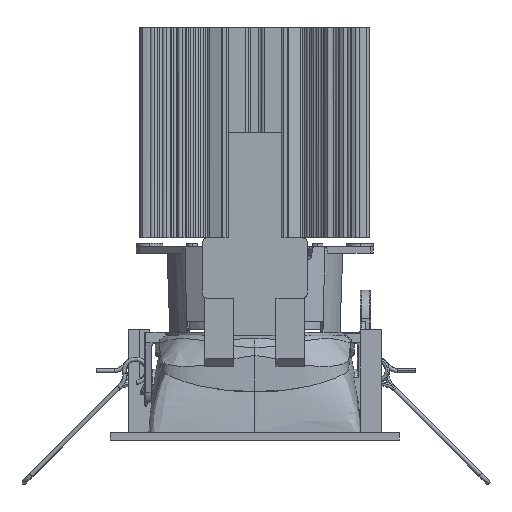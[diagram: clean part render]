
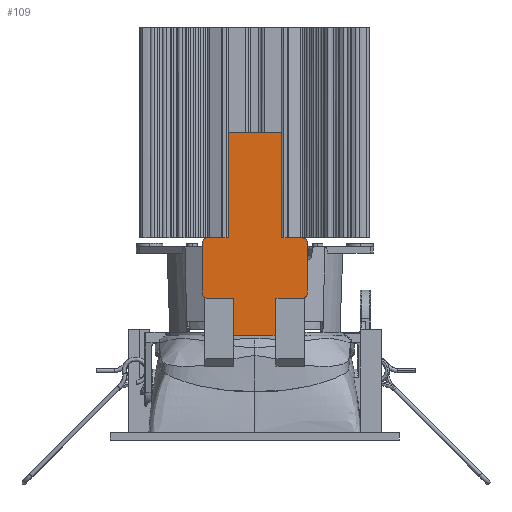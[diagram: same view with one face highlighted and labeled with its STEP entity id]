
A CAD part, left-side view. The second image highlights one B-rep face of the part: STEP entity #109.
In plain terms, the highlighted planar face has unit normal (-1, 0, 0).
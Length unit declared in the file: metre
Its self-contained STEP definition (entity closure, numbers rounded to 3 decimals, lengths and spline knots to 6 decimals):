
#109=ADVANCED_FACE('',(#1302),#20259,.T.);
#1302=FACE_OUTER_BOUND('',#2495,.T.);
#2495=EDGE_LOOP('',(#3847,#3848,#3849,#3850,#3851,#3852,#3853,#3854,#3855,
#3856,#3857,#3858,#3859,#3860,#3861,#3862,#3863,#3864,#3865,#3866));
#3847=ORIENTED_EDGE('',*,*,#10576,.F.);
#3848=ORIENTED_EDGE('',*,*,#10541,.F.);
#3849=ORIENTED_EDGE('',*,*,#10578,.F.);
#3850=ORIENTED_EDGE('',*,*,#10550,.F.);
#3851=ORIENTED_EDGE('',*,*,#10551,.F.);
#3852=ORIENTED_EDGE('',*,*,#10564,.F.);
#3853=ORIENTED_EDGE('',*,*,#10552,.F.);
#3854=ORIENTED_EDGE('',*,*,#10566,.F.);
#3855=ORIENTED_EDGE('',*,*,#10553,.F.);
#3856=ORIENTED_EDGE('',*,*,#10554,.F.);
#3857=ORIENTED_EDGE('',*,*,#10568,.F.);
#3858=ORIENTED_EDGE('',*,*,#10519,.F.);
#3859=ORIENTED_EDGE('',*,*,#10574,.F.);
#3860=ORIENTED_EDGE('',*,*,#10523,.F.);
#3861=ORIENTED_EDGE('',*,*,#10529,.F.);
#3862=ORIENTED_EDGE('',*,*,#10572,.F.);
#3863=ORIENTED_EDGE('',*,*,#10532,.F.);
#3864=ORIENTED_EDGE('',*,*,#10570,.F.);
#3865=ORIENTED_EDGE('',*,*,#10534,.F.);
#3866=ORIENTED_EDGE('',*,*,#10540,.F.);
#10519=EDGE_CURVE('',#17287,#17288,#15514,.T.);
#10523=EDGE_CURVE('',#17291,#17292,#15518,.T.);
#10529=EDGE_CURVE('',#17296,#17291,#15524,.T.);
#10532=EDGE_CURVE('',#17299,#17300,#15527,.T.);
#10534=EDGE_CURVE('',#17301,#17302,#15529,.T.);
#10540=EDGE_CURVE('',#17306,#17301,#15535,.T.);
#10541=EDGE_CURVE('',#17307,#17308,#15536,.T.);
#10550=EDGE_CURVE('',#17320,#17319,#15545,.T.);
#10551=EDGE_CURVE('',#17321,#17320,#15546,.T.);
#10552=EDGE_CURVE('',#17323,#17322,#15547,.T.);
#10553=EDGE_CURVE('',#17325,#17324,#15548,.T.);
#10554=EDGE_CURVE('',#17326,#17325,#15549,.T.);
#10564=EDGE_CURVE('',#17322,#17321,#13870,.T.);
#10566=EDGE_CURVE('',#17324,#17323,#13872,.T.);
#10568=EDGE_CURVE('',#17288,#17326,#13874,.T.);
#10570=EDGE_CURVE('',#17302,#17299,#13876,.T.);
#10572=EDGE_CURVE('',#17300,#17296,#13878,.T.);
#10574=EDGE_CURVE('',#17292,#17287,#13880,.T.);
#10576=EDGE_CURVE('',#17308,#17306,#13882,.T.);
#10578=EDGE_CURVE('',#17319,#17307,#13884,.T.);
#13870=(
BOUNDED_CURVE()
B_SPLINE_CURVE(2,(#22154,#22155,#22156),.UNSPECIFIED.,.F.,.F.)
B_SPLINE_CURVE_WITH_KNOTS((3,3),(0.,0.001571),.UNSPECIFIED.)
CURVE()
GEOMETRIC_REPRESENTATION_ITEM()
RATIONAL_B_SPLINE_CURVE((1.,0.707,1.))
REPRESENTATION_ITEM('')
);
#13872=(
BOUNDED_CURVE()
B_SPLINE_CURVE(2,(#22160,#22161,#22162),.UNSPECIFIED.,.F.,.F.)
B_SPLINE_CURVE_WITH_KNOTS((3,3),(0.,0.001571),.UNSPECIFIED.)
CURVE()
GEOMETRIC_REPRESENTATION_ITEM()
RATIONAL_B_SPLINE_CURVE((1.,0.707,1.))
REPRESENTATION_ITEM('')
);
#13874=(
BOUNDED_CURVE()
B_SPLINE_CURVE(2,(#22166,#22167,#22168),.UNSPECIFIED.,.F.,.F.)
B_SPLINE_CURVE_WITH_KNOTS((3,3),(0.,0.001571),.UNSPECIFIED.)
CURVE()
GEOMETRIC_REPRESENTATION_ITEM()
RATIONAL_B_SPLINE_CURVE((1.,0.707,1.))
REPRESENTATION_ITEM('')
);
#13876=(
BOUNDED_CURVE()
B_SPLINE_CURVE(2,(#22172,#22173,#22174),.UNSPECIFIED.,.F.,.F.)
B_SPLINE_CURVE_WITH_KNOTS((3,3),(0.,0.001571),.UNSPECIFIED.)
CURVE()
GEOMETRIC_REPRESENTATION_ITEM()
RATIONAL_B_SPLINE_CURVE((1.,0.707,1.))
REPRESENTATION_ITEM('')
);
#13878=(
BOUNDED_CURVE()
B_SPLINE_CURVE(2,(#22178,#22179,#22180),.UNSPECIFIED.,.F.,.F.)
B_SPLINE_CURVE_WITH_KNOTS((3,3),(0.,0.001571),.UNSPECIFIED.)
CURVE()
GEOMETRIC_REPRESENTATION_ITEM()
RATIONAL_B_SPLINE_CURVE((1.,0.707,1.))
REPRESENTATION_ITEM('')
);
#13880=(
BOUNDED_CURVE()
B_SPLINE_CURVE(2,(#22184,#22185,#22186),.UNSPECIFIED.,.F.,.F.)
B_SPLINE_CURVE_WITH_KNOTS((3,3),(0.,0.001571),.UNSPECIFIED.)
CURVE()
GEOMETRIC_REPRESENTATION_ITEM()
RATIONAL_B_SPLINE_CURVE((1.,0.707,1.))
REPRESENTATION_ITEM('')
);
#13882=(
BOUNDED_CURVE()
B_SPLINE_CURVE(2,(#22190,#22191,#22192),.UNSPECIFIED.,.F.,.F.)
B_SPLINE_CURVE_WITH_KNOTS((3,3),(0.,0.003142),.UNSPECIFIED.)
CURVE()
GEOMETRIC_REPRESENTATION_ITEM()
RATIONAL_B_SPLINE_CURVE((1.,0.707,1.))
REPRESENTATION_ITEM('')
);
#13884=(
BOUNDED_CURVE()
B_SPLINE_CURVE(2,(#22196,#22197,#22198),.UNSPECIFIED.,.F.,.F.)
B_SPLINE_CURVE_WITH_KNOTS((3,3),(0.,0.003142),.UNSPECIFIED.)
CURVE()
GEOMETRIC_REPRESENTATION_ITEM()
RATIONAL_B_SPLINE_CURVE((1.,0.707,1.))
REPRESENTATION_ITEM('')
);
#15514=B_SPLINE_CURVE_WITH_KNOTS('',1,(#22063,#22064),.UNSPECIFIED.,.F.,
 .F.,(2,2),(-0.013,0.),.UNSPECIFIED.);
#15518=B_SPLINE_CURVE_WITH_KNOTS('',1,(#22071,#22072),.UNSPECIFIED.,.F.,
 .F.,(2,2),(-0.006,0.),.UNSPECIFIED.);
#15524=B_SPLINE_CURVE_WITH_KNOTS('',1,(#22083,#22084),.UNSPECIFIED.,.F.,
 .F.,(2,2),(-0.0015,0.),.UNSPECIFIED.);
#15527=B_SPLINE_CURVE_WITH_KNOTS('',1,(#22089,#22090),.UNSPECIFIED.,.F.,
 .F.,(2,2),(-0.0095,0.),.UNSPECIFIED.);
#15529=B_SPLINE_CURVE_WITH_KNOTS('',1,(#22093,#22094),.UNSPECIFIED.,.F.,
 .F.,(2,2),(-0.00175,0.),.UNSPECIFIED.);
#15535=B_SPLINE_CURVE_WITH_KNOTS('',1,(#22105,#22106),.UNSPECIFIED.,.F.,
 .F.,(2,2),(-0.018,0.),.UNSPECIFIED.);
#15536=B_SPLINE_CURVE_WITH_KNOTS('',1,(#22107,#22108),.UNSPECIFIED.,.F.,
 .F.,(2,2),(-0.0105,0.),.UNSPECIFIED.);
#15545=B_SPLINE_CURVE_WITH_KNOTS('',1,(#22125,#22126),.UNSPECIFIED.,.F.,
 .F.,(2,2),(0.,0.018),.UNSPECIFIED.);
#15546=B_SPLINE_CURVE_WITH_KNOTS('',1,(#22127,#22128),.UNSPECIFIED.,.F.,
 .F.,(2,2),(0.,0.00175),.UNSPECIFIED.);
#15547=B_SPLINE_CURVE_WITH_KNOTS('',1,(#22129,#22130),.UNSPECIFIED.,.F.,
 .F.,(2,2),(0.,0.0095),.UNSPECIFIED.);
#15548=B_SPLINE_CURVE_WITH_KNOTS('',1,(#22131,#22132),.UNSPECIFIED.,.F.,
 .F.,(2,2),(0.,0.0015),.UNSPECIFIED.);
#15549=B_SPLINE_CURVE_WITH_KNOTS('',1,(#22133,#22134),.UNSPECIFIED.,.F.,
 .F.,(2,2),(0.,0.006),.UNSPECIFIED.);
#17287=VERTEX_POINT('',#22023);
#17288=VERTEX_POINT('',#22024);
#17291=VERTEX_POINT('',#22027);
#17292=VERTEX_POINT('',#22028);
#17296=VERTEX_POINT('',#22032);
#17299=VERTEX_POINT('',#22035);
#17300=VERTEX_POINT('',#22036);
#17301=VERTEX_POINT('',#22037);
#17302=VERTEX_POINT('',#22038);
#17306=VERTEX_POINT('',#22042);
#17307=VERTEX_POINT('',#22043);
#17308=VERTEX_POINT('',#22044);
#17319=VERTEX_POINT('',#22055);
#17320=VERTEX_POINT('',#22056);
#17321=VERTEX_POINT('',#22057);
#17322=VERTEX_POINT('',#22058);
#17323=VERTEX_POINT('',#22059);
#17324=VERTEX_POINT('',#22060);
#17325=VERTEX_POINT('',#22061);
#17326=VERTEX_POINT('',#22062);
#20259=PLANE('',#20746);
#20746=AXIS2_PLACEMENT_3D('',#21873,#21149,$);
#21149=DIRECTION('',(-1.,0.,0.));
#21873=CARTESIAN_POINT('',(-0.021288,0.613166,-0.71305));
#22023=CARTESIAN_POINT('',(-0.021288,-0.006534,-0.108));
#22024=CARTESIAN_POINT('',(-0.021288,0.006466,-0.108));
#22027=CARTESIAN_POINT('',(-0.021288,-0.007534,-0.101));
#22028=CARTESIAN_POINT('',(-0.021288,-0.007534,-0.107));
#22032=CARTESIAN_POINT('',(-0.021288,-0.009034,-0.101));
#22035=CARTESIAN_POINT('',(-0.021288,-0.010034,-0.0905));
#22036=CARTESIAN_POINT('',(-0.021288,-0.010034,-0.1));
#22037=CARTESIAN_POINT('',(-0.021288,-0.007284,-0.0895));
#22038=CARTESIAN_POINT('',(-0.021288,-0.009034,-0.0895));
#22042=CARTESIAN_POINT('',(-0.021288,-0.007284,-0.0715));
#22043=CARTESIAN_POINT('',(-0.021288,0.005216,-0.0695));
#22044=CARTESIAN_POINT('',(-0.021288,-0.005284,-0.0695));
#22055=CARTESIAN_POINT('',(-0.021288,0.007216,-0.0715));
#22056=CARTESIAN_POINT('',(-0.021288,0.007216,-0.0895));
#22057=CARTESIAN_POINT('',(-0.021288,0.008966,-0.0895));
#22058=CARTESIAN_POINT('',(-0.021288,0.009966,-0.0905));
#22059=CARTESIAN_POINT('',(-0.021288,0.009966,-0.1));
#22060=CARTESIAN_POINT('',(-0.021288,0.008966,-0.101));
#22061=CARTESIAN_POINT('',(-0.021288,0.007466,-0.101));
#22062=CARTESIAN_POINT('',(-0.021288,0.007466,-0.107));
#22063=CARTESIAN_POINT('',(-0.021288,-0.006534,-0.108));
#22064=CARTESIAN_POINT('',(-0.021288,0.006466,-0.108));
#22071=CARTESIAN_POINT('',(-0.021288,-0.007534,-0.101));
#22072=CARTESIAN_POINT('',(-0.021288,-0.007534,-0.107));
#22083=CARTESIAN_POINT('',(-0.021288,-0.009034,-0.101));
#22084=CARTESIAN_POINT('',(-0.021288,-0.007534,-0.101));
#22089=CARTESIAN_POINT('',(-0.021288,-0.010034,-0.0905));
#22090=CARTESIAN_POINT('',(-0.021288,-0.010034,-0.1));
#22093=CARTESIAN_POINT('',(-0.021288,-0.007284,-0.0895));
#22094=CARTESIAN_POINT('',(-0.021288,-0.009034,-0.0895));
#22105=CARTESIAN_POINT('',(-0.021288,-0.007284,-0.0715));
#22106=CARTESIAN_POINT('',(-0.021288,-0.007284,-0.0895));
#22107=CARTESIAN_POINT('',(-0.021288,0.005216,-0.0695));
#22108=CARTESIAN_POINT('',(-0.021288,-0.005284,-0.0695));
#22125=CARTESIAN_POINT('',(-0.021288,0.007216,-0.0895));
#22126=CARTESIAN_POINT('',(-0.021288,0.007216,-0.0715));
#22127=CARTESIAN_POINT('',(-0.021288,0.008966,-0.0895));
#22128=CARTESIAN_POINT('',(-0.021288,0.007216,-0.0895));
#22129=CARTESIAN_POINT('',(-0.021288,0.009966,-0.1));
#22130=CARTESIAN_POINT('',(-0.021288,0.009966,-0.0905));
#22131=CARTESIAN_POINT('',(-0.021288,0.007466,-0.101));
#22132=CARTESIAN_POINT('',(-0.021288,0.008966,-0.101));
#22133=CARTESIAN_POINT('',(-0.021288,0.007466,-0.107));
#22134=CARTESIAN_POINT('',(-0.021288,0.007466,-0.101));
#22154=CARTESIAN_POINT('',(-0.021288,0.009966,-0.0905));
#22155=CARTESIAN_POINT('',(-0.021288,0.009966,-0.0895));
#22156=CARTESIAN_POINT('',(-0.021288,0.008966,-0.0895));
#22160=CARTESIAN_POINT('',(-0.021288,0.008966,-0.101));
#22161=CARTESIAN_POINT('',(-0.021288,0.009966,-0.101));
#22162=CARTESIAN_POINT('',(-0.021288,0.009966,-0.1));
#22166=CARTESIAN_POINT('',(-0.021288,0.006466,-0.108));
#22167=CARTESIAN_POINT('',(-0.021288,0.007466,-0.108));
#22168=CARTESIAN_POINT('',(-0.021288,0.007466,-0.107));
#22172=CARTESIAN_POINT('',(-0.021288,-0.009034,-0.0895));
#22173=CARTESIAN_POINT('',(-0.021288,-0.010034,-0.0895));
#22174=CARTESIAN_POINT('',(-0.021288,-0.010034,-0.0905));
#22178=CARTESIAN_POINT('',(-0.021288,-0.010034,-0.1));
#22179=CARTESIAN_POINT('',(-0.021288,-0.010034,-0.101));
#22180=CARTESIAN_POINT('',(-0.021288,-0.009034,-0.101));
#22184=CARTESIAN_POINT('',(-0.021288,-0.007534,-0.107));
#22185=CARTESIAN_POINT('',(-0.021288,-0.007534,-0.108));
#22186=CARTESIAN_POINT('',(-0.021288,-0.006534,-0.108));
#22190=CARTESIAN_POINT('',(-0.021288,-0.005284,-0.0695));
#22191=CARTESIAN_POINT('',(-0.021288,-0.007284,-0.0695));
#22192=CARTESIAN_POINT('',(-0.021288,-0.007284,-0.0715));
#22196=CARTESIAN_POINT('',(-0.021288,0.007216,-0.0715));
#22197=CARTESIAN_POINT('',(-0.021288,0.007216,-0.0695));
#22198=CARTESIAN_POINT('',(-0.021288,0.005216,-0.0695));
